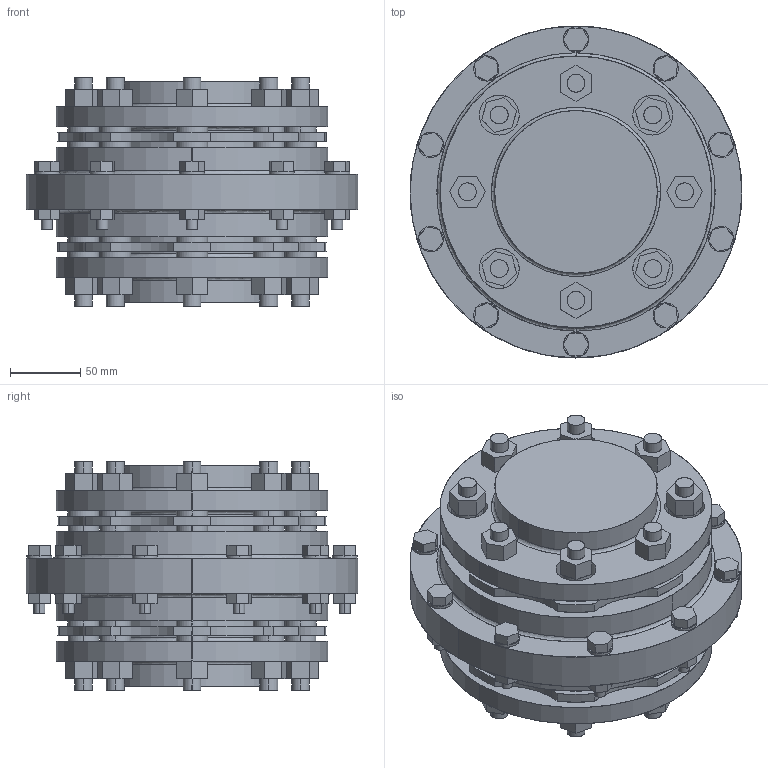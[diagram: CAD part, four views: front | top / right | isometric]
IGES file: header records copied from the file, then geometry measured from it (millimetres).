
Start section: SolidWorks IGES file using analytic representation for surfaces
Global section: file name: KD254_K1222818586929.igs; native system: SolidWorks 2010; preprocessor: SolidWorks 2010; author: partstream; date: 091222.081920; units: inch
Bounding box: 236.47 x 236.47 x 162.56 mm (x, y, z)
Surface area: 528458.1 mm2 (no closed solid volume)
Topology: 0 solids, 0 shells, 1135 faces, 16186 edges, 16186 vertices
Faces by surface type: bspline 785, revolution 350
